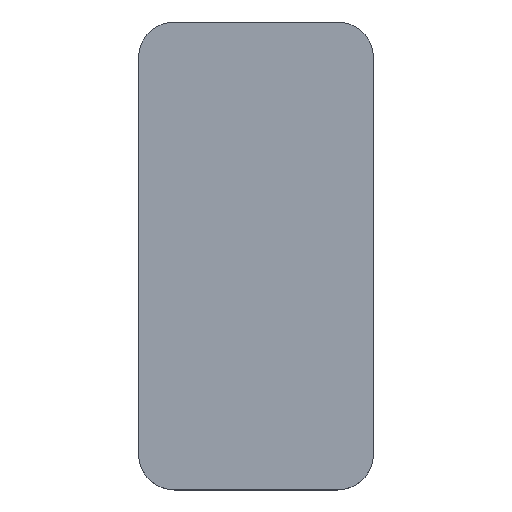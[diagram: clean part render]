
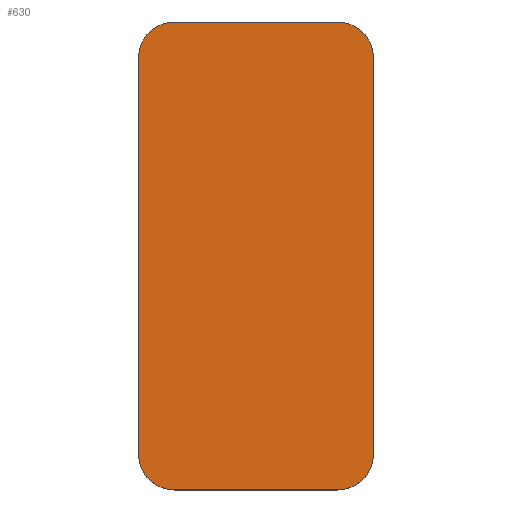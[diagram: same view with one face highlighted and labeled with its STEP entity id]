
A CAD part, top view. The second image highlights one B-rep face of the part: STEP entity #630.
In plain terms, the highlighted planar face has unit normal (0, 0, 1).
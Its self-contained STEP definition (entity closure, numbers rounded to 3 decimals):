
#71=CIRCLE('',#693,7.81);
#72=CIRCLE('',#696,7.81);
#73=CIRCLE('',#699,7.81);
#74=CIRCLE('',#702,7.81);
#112=FACE_OUTER_BOUND('',#158,.T.);
#158=EDGE_LOOP('',(#563,#564,#565,#566,#567,#568,#569,#570));
#171=LINE('',#932,#223);
#203=LINE('',#1062,#255);
#206=LINE('',#1070,#258);
#209=LINE('',#1078,#261);
#223=VECTOR('',#729,10.);
#255=VECTOR('',#875,10.);
#258=VECTOR('',#884,10.);
#261=VECTOR('',#893,10.);
#272=VERTEX_POINT('',#929);
#273=VERTEX_POINT('',#931);
#313=VERTEX_POINT('',#1057);
#314=VERTEX_POINT('',#1061);
#315=VERTEX_POINT('',#1065);
#316=VERTEX_POINT('',#1069);
#317=VERTEX_POINT('',#1073);
#318=VERTEX_POINT('',#1077);
#331=EDGE_CURVE('',#273,#272,#171,.F.);
#390=EDGE_CURVE('',#313,#273,#71,.F.);
#392=EDGE_CURVE('',#314,#313,#203,.F.);
#394=EDGE_CURVE('',#315,#314,#72,.F.);
#396=EDGE_CURVE('',#316,#315,#206,.F.);
#398=EDGE_CURVE('',#317,#316,#73,.F.);
#400=EDGE_CURVE('',#318,#317,#209,.F.);
#402=EDGE_CURVE('',#272,#318,#74,.F.);
#563=ORIENTED_EDGE('',*,*,#402,.T.);
#564=ORIENTED_EDGE('',*,*,#400,.T.);
#565=ORIENTED_EDGE('',*,*,#398,.T.);
#566=ORIENTED_EDGE('',*,*,#396,.T.);
#567=ORIENTED_EDGE('',*,*,#394,.T.);
#568=ORIENTED_EDGE('',*,*,#392,.T.);
#569=ORIENTED_EDGE('',*,*,#390,.T.);
#570=ORIENTED_EDGE('',*,*,#331,.T.);
#592=PLANE('',#703);
#630=ADVANCED_FACE('',(#112),#592,.T.);
#693=AXIS2_PLACEMENT_3D('',#1058,#870,#871);
#696=AXIS2_PLACEMENT_3D('',#1066,#879,#880);
#699=AXIS2_PLACEMENT_3D('',#1074,#888,#889);
#702=AXIS2_PLACEMENT_3D('',#1081,#897,#898);
#703=AXIS2_PLACEMENT_3D('',#1082,#899,#900);
#729=DIRECTION('',(1.,0.,0.));
#870=DIRECTION('center_axis',(0.,0.,-1.));
#871=DIRECTION('ref_axis',(1.,0.,0.));
#875=DIRECTION('',(0.,-1.,0.));
#879=DIRECTION('center_axis',(0.,0.,-1.));
#880=DIRECTION('ref_axis',(0.,-1.,0.));
#884=DIRECTION('',(-1.,0.,0.));
#888=DIRECTION('center_axis',(0.,0.,-1.));
#889=DIRECTION('ref_axis',(-1.,0.,0.));
#893=DIRECTION('',(0.,1.,0.));
#897=DIRECTION('center_axis',(0.,0.,-1.));
#898=DIRECTION('ref_axis',(0.,1.,0.));
#899=DIRECTION('center_axis',(0.,0.,1.));
#900=DIRECTION('ref_axis',(-1.,0.,0.));
#929=CARTESIAN_POINT('',(111.76,-46.8,17.6));
#931=CARTESIAN_POINT('',(147.32,-46.8,17.6));
#932=CARTESIAN_POINT('',(138.43,-46.8,17.6));
#1057=CARTESIAN_POINT('',(155.13,-54.61,17.6));
#1058=CARTESIAN_POINT('Origin',(147.32,-54.61,17.6));
#1061=CARTESIAN_POINT('',(155.13,-140.97,17.6));
#1062=CARTESIAN_POINT('',(155.13,-119.38,17.6));
#1065=CARTESIAN_POINT('',(147.32,-148.78,17.6));
#1066=CARTESIAN_POINT('Origin',(147.32,-140.97,17.6));
#1069=CARTESIAN_POINT('',(111.76,-148.78,17.6));
#1070=CARTESIAN_POINT('',(120.65,-148.78,17.6));
#1073=CARTESIAN_POINT('',(103.95,-140.97,17.6));
#1074=CARTESIAN_POINT('Origin',(111.76,-140.97,17.6));
#1077=CARTESIAN_POINT('',(103.95,-54.61,17.6));
#1078=CARTESIAN_POINT('',(103.95,-76.2,17.6));
#1081=CARTESIAN_POINT('Origin',(111.76,-54.61,17.6));
#1082=CARTESIAN_POINT('Origin',(129.54,-97.79,17.6));
